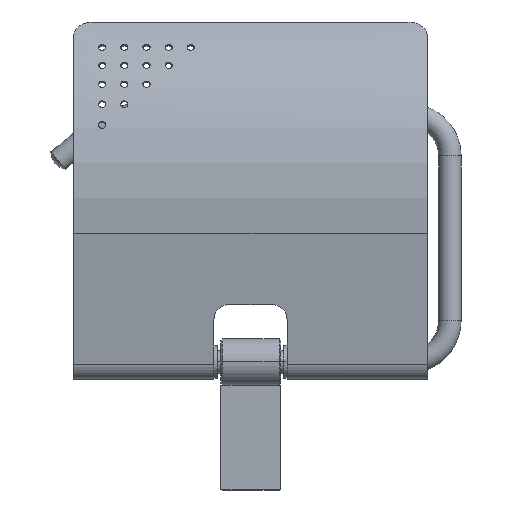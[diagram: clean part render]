
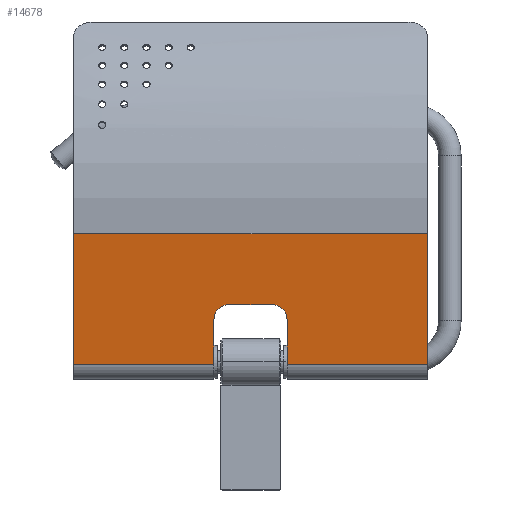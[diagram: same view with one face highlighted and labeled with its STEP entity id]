
A CAD part, top view. The second image highlights one B-rep face of the part: STEP entity #14678.
In plain terms, the highlighted face is planar.
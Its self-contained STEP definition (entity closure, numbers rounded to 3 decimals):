
#101 = CARTESIAN_POINT ( 'NONE',  ( 118., 109.87, -35.3 ) ) ;
#1024 = AXIS2_PLACEMENT_3D ( 'NONE', #3205, #3210, #3211 ) ;
#1471 = FACE_OUTER_BOUND ( 'NONE', #5462, .T. ) ;
#1493 = VERTEX_POINT ( 'NONE', #5354 ) ;
#1656 = VERTEX_POINT ( 'NONE', #101 ) ;
#3205 = CARTESIAN_POINT ( 'NONE',  ( 118., 65.87, -35.3 ) ) ;
#3207 = PLANE ( 'NONE',  #1024 ) ;
#3210 = DIRECTION ( 'NONE',  ( 0., 0., 1. ) ) ;
#3211 = DIRECTION ( 'NONE',  ( 0., -1., 0. ) ) ;
#3719 = DIRECTION ( 'NONE',  ( -1., 0., 0. ) ) ;
#3720 = CARTESIAN_POINT ( 'NONE',  ( 46.8, 65.87, -35.3 ) ) ;
#3724 = CARTESIAN_POINT ( 'NONE',  ( 118., 89.7, -35.3 ) ) ;
#3725 = DIRECTION ( 'NONE',  ( 0., 1., 0. ) ) ;
#3726 = CARTESIAN_POINT ( 'NONE',  ( 71.2, 65.87, -35.3 ) ) ;
#3727 = DIRECTION ( 'NONE',  ( 0., -1., 0. ) ) ;
#3728 = CARTESIAN_POINT ( 'NONE',  ( 51.8, 94.7, -35.3 ) ) ;
#3729 = DIRECTION ( 'NONE',  ( 0., 0., -1. ) ) ;
#3730 = DIRECTION ( 'NONE',  ( 0., -1., 0. ) ) ;
#3731 = CARTESIAN_POINT ( 'NONE',  ( 0., 65.87, -35.3 ) ) ;
#3732 = CARTESIAN_POINT ( 'NONE',  ( 118., 65.87, -35.3 ) ) ;
#3733 = CARTESIAN_POINT ( 'NONE',  ( 66.2, 94.7, -35.3 ) ) ;
#3734 = DIRECTION ( 'NONE',  ( 0., 0., -1. ) ) ;
#3735 = DIRECTION ( 'NONE',  ( 0., -1., 0. ) ) ;
#3736 = CARTESIAN_POINT ( 'NONE',  ( 118., 109.87, -35.3 ) ) ;
#3737 = DIRECTION ( 'NONE',  ( -1., 0., 0. ) ) ;
#3738 = DIRECTION ( 'NONE',  ( 0., 1., 0. ) ) ;
#3739 = CARTESIAN_POINT ( 'NONE',  ( 118., 65.87, -35.3 ) ) ;
#3740 = DIRECTION ( 'NONE',  ( -1., 0., 0. ) ) ;
#3741 = DIRECTION ( 'NONE',  ( 0., 1., 0. ) ) ;
#3742 = CARTESIAN_POINT ( 'NONE',  ( 118., 109.87, -35.3 ) ) ;
#3743 = DIRECTION ( 'NONE',  ( -1., 0., 0. ) ) ;
#5230 = VERTEX_POINT ( 'NONE', #9581 ) ;
#5232 = VERTEX_POINT ( 'NONE', #9550 ) ;
#5247 = VERTEX_POINT ( 'NONE', #9576 ) ;
#5354 = CARTESIAN_POINT ( 'NONE',  ( 118., 65.87, -35.3 ) ) ;
#5462 = EDGE_LOOP ( 'NONE', ( #12016, #12015, #12014, #12013, #12012, #12011, #12010, #12009, #12008, #12007 ) ) ;
#6147 = VERTEX_POINT ( 'NONE', #8534 ) ;
#6204 = VERTEX_POINT ( 'NONE', #8509 ) ;
#7152 = LINE ( 'NONE', #3720, #7158 ) ;
#7155 = LINE ( 'NONE', #3732, #7168 ) ;
#7157 = CIRCLE ( 'NONE', #7893, 5. ) ;
#7158 = VECTOR ( 'NONE', #3725, 1000. ) ;
#7159 = LINE ( 'NONE', #3724, #7161 ) ;
#7160 = CIRCLE ( 'NONE', #7894, 5. ) ;
#7161 = VECTOR ( 'NONE', #3719, 1000. ) ;
#7162 = LINE ( 'NONE', #3726, #7164 ) ;
#7163 = LINE ( 'NONE', #3736, #7166 ) ;
#7164 = VECTOR ( 'NONE', #3727, 1000. ) ;
#7165 = LINE ( 'NONE', #3731, #7172 ) ;
#7166 = VECTOR ( 'NONE', #3737, 1000. ) ;
#7167 = LINE ( 'NONE', #3739, #7170 ) ;
#7168 = VECTOR ( 'NONE', #3738, 1000. ) ;
#7170 = VECTOR ( 'NONE', #3740, 1000. ) ;
#7171 = LINE ( 'NONE', #3742, #7174 ) ;
#7172 = VECTOR ( 'NONE', #3741, 1000. ) ;
#7174 = VECTOR ( 'NONE', #3743, 1000. ) ;
#7562 = VERTEX_POINT ( 'NONE', #8464 ) ;
#7893 = AXIS2_PLACEMENT_3D ( 'NONE', #3728, #3729, #3730 ) ;
#7894 = AXIS2_PLACEMENT_3D ( 'NONE', #3733, #3734, #3735 ) ;
#8106 = CARTESIAN_POINT ( 'NONE',  ( 66.2, 89.7, -35.3 ) ) ;
#8464 = CARTESIAN_POINT ( 'NONE',  ( 71.2, 94.7, -35.3 ) ) ;
#8509 = CARTESIAN_POINT ( 'NONE',  ( 51.8, 89.7, -35.3 ) ) ;
#8534 = CARTESIAN_POINT ( 'NONE',  ( 46.8, 94.7, -35.3 ) ) ;
#9521 = VERTEX_POINT ( 'NONE', #8106 ) ;
#9550 = CARTESIAN_POINT ( 'NONE',  ( 0., 65.87, -35.3 ) ) ;
#9576 = CARTESIAN_POINT ( 'NONE',  ( 0., 109.87, -35.3 ) ) ;
#9581 = CARTESIAN_POINT ( 'NONE',  ( 71.2, 109.87, -35.3 ) ) ;
#11454 = VERTEX_POINT ( 'NONE', #15117 ) ;
#12007 = ORIENTED_EDGE ( 'NONE', *, *, #14105, .F. ) ;
#12008 = ORIENTED_EDGE ( 'NONE', *, *, #14104, .T. ) ;
#12009 = ORIENTED_EDGE ( 'NONE', *, *, #14103, .T. ) ;
#12010 = ORIENTED_EDGE ( 'NONE', *, *, #14102, .F. ) ;
#12011 = ORIENTED_EDGE ( 'NONE', *, *, #14101, .F. ) ;
#12012 = ORIENTED_EDGE ( 'NONE', *, *, #14100, .F. ) ;
#12013 = ORIENTED_EDGE ( 'NONE', *, *, #14099, .F. ) ;
#12014 = ORIENTED_EDGE ( 'NONE', *, *, #14098, .F. ) ;
#12015 = ORIENTED_EDGE ( 'NONE', *, *, #14097, .F. ) ;
#12016 = ORIENTED_EDGE ( 'NONE', *, *, #14096, .F. ) ;
#14096 = EDGE_CURVE ( 'NONE', #6147, #11454, #7152, .T. ) ;
#14097 = EDGE_CURVE ( 'NONE', #6204, #6147, #7157, .T. ) ;
#14098 = EDGE_CURVE ( 'NONE', #9521, #6204, #7159, .T. ) ;
#14099 = EDGE_CURVE ( 'NONE', #7562, #9521, #7160, .T. ) ;
#14100 = EDGE_CURVE ( 'NONE', #5230, #7562, #7162, .T. ) ;
#14101 = EDGE_CURVE ( 'NONE', #1656, #5230, #7163, .T. ) ;
#14102 = EDGE_CURVE ( 'NONE', #1493, #1656, #7155, .T. ) ;
#14103 = EDGE_CURVE ( 'NONE', #1493, #5232, #7167, .T. ) ;
#14104 = EDGE_CURVE ( 'NONE', #5232, #5247, #7165, .T. ) ;
#14105 = EDGE_CURVE ( 'NONE', #11454, #5247, #7171, .T. ) ;
#14678 = ADVANCED_FACE ( 'NONE', ( #1471 ), #3207, .F. ) ;
#15117 = CARTESIAN_POINT ( 'NONE',  ( 46.8, 109.87, -35.3 ) ) ;
